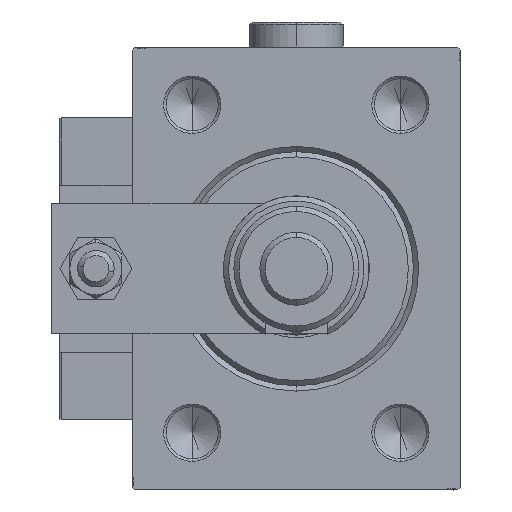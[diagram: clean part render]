
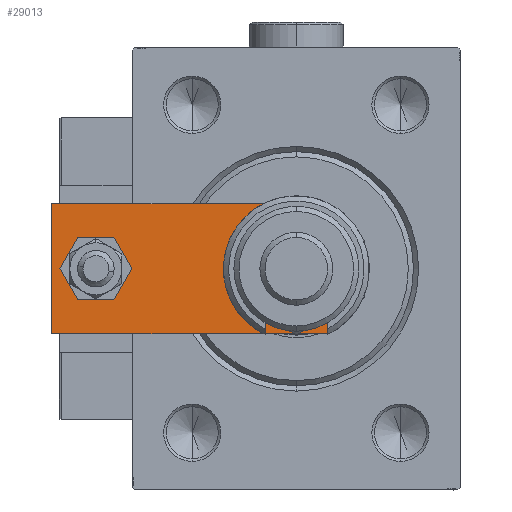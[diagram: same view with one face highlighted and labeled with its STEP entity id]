
A CAD part, left-side view. The second image highlights one B-rep face of the part: STEP entity #29013.
In plain terms, the highlighted face is planar.
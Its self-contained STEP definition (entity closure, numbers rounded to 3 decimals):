
#55 = DIRECTION ( 'NONE',  ( 0., 1., 0. ) ) ;
#84 = CARTESIAN_POINT ( 'NONE',  ( -12.5, 0., 6. ) ) ;
#1241 = VERTEX_POINT ( 'NONE', #41864 ) ;
#1432 = DIRECTION ( 'NONE',  ( 0., 0., 1. ) ) ;
#1547 = EDGE_CURVE ( 'NONE', #27028, #9894, #43437, .T. ) ;
#1601 = CARTESIAN_POINT ( 'NONE',  ( -5.5, 0., 6. ) ) ;
#1674 = EDGE_LOOP ( 'NONE', ( #40212, #8621 ) ) ;
#2840 = CARTESIAN_POINT ( 'NONE',  ( 12.5, 7., 6. ) ) ;
#3097 = DIRECTION ( 'NONE',  ( 0., -1., 0. ) ) ;
#3681 = EDGE_CURVE ( 'NONE', #14729, #13267, #15219, .T. ) ;
#3873 = EDGE_CURVE ( 'NONE', #22372, #47778, #8212, .T. ) ;
#4377 = CARTESIAN_POINT ( 'NONE',  ( 12.5, 60., 6. ) ) ;
#4755 = ORIENTED_EDGE ( 'NONE', *, *, #5049, .T. ) ;
#5049 = EDGE_CURVE ( 'NONE', #47778, #27028, #6500, .T. ) ;
#5503 = VERTEX_POINT ( 'NONE', #38297 ) ;
#6413 = AXIS2_PLACEMENT_3D ( 'NONE', #21654, #21117, #51907 ) ;
#6500 = LINE ( 'NONE', #14056, #54592 ) ;
#7113 = DIRECTION ( 'NONE',  ( 1., 0., 0. ) ) ;
#7208 = AXIS2_PLACEMENT_3D ( 'NONE', #15845, #31804, #32903 ) ;
#7705 = VECTOR ( 'NONE', #20945, 1000. ) ;
#8212 = LINE ( 'NONE', #84, #25898 ) ;
#8213 = CIRCLE ( 'NONE', #6413, 4. ) ;
#8621 = ORIENTED_EDGE ( 'NONE', *, *, #10198, .F. ) ;
#9894 = VERTEX_POINT ( 'NONE', #4377 ) ;
#10198 = EDGE_CURVE ( 'NONE', #25814, #1241, #8213, .T. ) ;
#13267 = VERTEX_POINT ( 'NONE', #14542 ) ;
#14056 = CARTESIAN_POINT ( 'NONE',  ( 2.75, -2.75, 6. ) ) ;
#14542 = CARTESIAN_POINT ( 'NONE',  ( -8.25, 13., 6. ) ) ;
#14729 = VERTEX_POINT ( 'NONE', #47608 ) ;
#15219 = CIRCLE ( 'NONE', #22339, 8.25 ) ;
#15845 = CARTESIAN_POINT ( 'NONE',  ( 0., 13., 6. ) ) ;
#16658 = FACE_OUTER_BOUND ( 'NONE', #47648, .T. ) ;
#16935 = DIRECTION ( 'NONE',  ( 0., 0., 1. ) ) ;
#17464 = VERTEX_POINT ( 'NONE', #46444 ) ;
#17688 = EDGE_CURVE ( 'NONE', #5503, #22372, #23153, .T. ) ;
#20945 = DIRECTION ( 'NONE',  ( -1., 0., 0. ) ) ;
#21117 = DIRECTION ( 'NONE',  ( 0., 0., 1. ) ) ;
#21654 = CARTESIAN_POINT ( 'NONE',  ( 0., 51.5, 6. ) ) ;
#22339 = AXIS2_PLACEMENT_3D ( 'NONE', #28383, #45478, #7113 ) ;
#22372 = VERTEX_POINT ( 'NONE', #1601 ) ;
#22695 = CARTESIAN_POINT ( 'NONE',  ( 0., 51.5, 6. ) ) ;
#22839 = ORIENTED_EDGE ( 'NONE', *, *, #51789, .T. ) ;
#23153 = LINE ( 'NONE', #40252, #38114 ) ;
#23562 = DIRECTION ( 'NONE',  ( 0.707, 0.707, 0. ) ) ;
#25351 = VECTOR ( 'NONE', #3097, 1000. ) ;
#25548 = AXIS2_PLACEMENT_3D ( 'NONE', #45244, #16935, #30072 ) ;
#25814 = VERTEX_POINT ( 'NONE', #36764 ) ;
#25898 = VECTOR ( 'NONE', #51876, 1000. ) ;
#27028 = VERTEX_POINT ( 'NONE', #2840 ) ;
#27616 = CARTESIAN_POINT ( 'NONE',  ( 5.5, 0., 6. ) ) ;
#28383 = CARTESIAN_POINT ( 'NONE',  ( 0., 13., 6. ) ) ;
#29013 = ADVANCED_FACE ( 'NONE', ( #55027, #16658, #33721 ), #50839, .T. ) ;
#29534 = CIRCLE ( 'NONE', #7208, 8.25 ) ;
#30072 = DIRECTION ( 'NONE',  ( 1., 0., 0. ) ) ;
#30154 = LINE ( 'NONE', #34352, #7705 ) ;
#30750 = EDGE_CURVE ( 'NONE', #9894, #17464, #30154, .T. ) ;
#31804 = DIRECTION ( 'NONE',  ( 0., 0., 1. ) ) ;
#32767 = CARTESIAN_POINT ( 'NONE',  ( -12.5, 60., 6. ) ) ;
#32903 = DIRECTION ( 'NONE',  ( 1., 0., 0. ) ) ;
#33721 = FACE_BOUND ( 'NONE', #34661, .T. ) ;
#34146 = CIRCLE ( 'NONE', #37755, 4. ) ;
#34339 = ORIENTED_EDGE ( 'NONE', *, *, #30750, .T. ) ;
#34352 = CARTESIAN_POINT ( 'NONE',  ( 12.5, 60., 6. ) ) ;
#34609 = ORIENTED_EDGE ( 'NONE', *, *, #3873, .T. ) ;
#34661 = EDGE_LOOP ( 'NONE', ( #34870, #35354 ) ) ;
#34762 = VECTOR ( 'NONE', #55, 1000. ) ;
#34870 = ORIENTED_EDGE ( 'NONE', *, *, #42624, .F. ) ;
#35354 = ORIENTED_EDGE ( 'NONE', *, *, #3681, .F. ) ;
#35577 = DIRECTION ( 'NONE',  ( 1., 0., 0. ) ) ;
#36587 = ORIENTED_EDGE ( 'NONE', *, *, #1547, .T. ) ;
#36764 = CARTESIAN_POINT ( 'NONE',  ( 4., 51.5, 6. ) ) ;
#37755 = AXIS2_PLACEMENT_3D ( 'NONE', #22695, #1432, #35577 ) ;
#38114 = VECTOR ( 'NONE', #48940, 1000. ) ;
#38297 = CARTESIAN_POINT ( 'NONE',  ( -12.5, 7., 6. ) ) ;
#38412 = CARTESIAN_POINT ( 'NONE',  ( 12.5, 0., 6. ) ) ;
#40212 = ORIENTED_EDGE ( 'NONE', *, *, #45210, .F. ) ;
#40252 = CARTESIAN_POINT ( 'NONE',  ( -2.75, -2.75, 6. ) ) ;
#41180 = LINE ( 'NONE', #32767, #25351 ) ;
#41864 = CARTESIAN_POINT ( 'NONE',  ( -4., 51.5, 6. ) ) ;
#42624 = EDGE_CURVE ( 'NONE', #13267, #14729, #29534, .T. ) ;
#43437 = LINE ( 'NONE', #38412, #34762 ) ;
#43617 = ORIENTED_EDGE ( 'NONE', *, *, #17688, .T. ) ;
#45210 = EDGE_CURVE ( 'NONE', #1241, #25814, #34146, .T. ) ;
#45244 = CARTESIAN_POINT ( 'NONE',  ( 0., 0., 6. ) ) ;
#45478 = DIRECTION ( 'NONE',  ( 0., 0., 1. ) ) ;
#46444 = CARTESIAN_POINT ( 'NONE',  ( -12.5, 60., 6. ) ) ;
#47608 = CARTESIAN_POINT ( 'NONE',  ( 8.25, 13., 6. ) ) ;
#47648 = EDGE_LOOP ( 'NONE', ( #22839, #43617, #34609, #4755, #36587, #34339 ) ) ;
#47778 = VERTEX_POINT ( 'NONE', #27616 ) ;
#48940 = DIRECTION ( 'NONE',  ( 0.707, -0.707, 0. ) ) ;
#50839 = PLANE ( 'NONE',  #25548 ) ;
#51789 = EDGE_CURVE ( 'NONE', #17464, #5503, #41180, .T. ) ;
#51876 = DIRECTION ( 'NONE',  ( 1., 0., 0. ) ) ;
#51907 = DIRECTION ( 'NONE',  ( 1., 0., 0. ) ) ;
#54592 = VECTOR ( 'NONE', #23562, 1000. ) ;
#55027 = FACE_BOUND ( 'NONE', #1674, .T. ) ;
